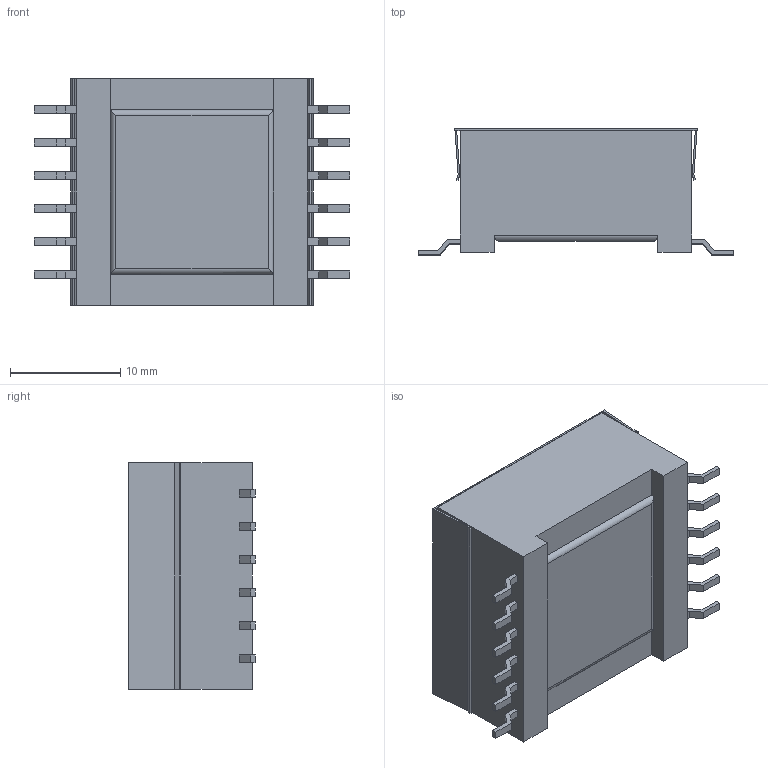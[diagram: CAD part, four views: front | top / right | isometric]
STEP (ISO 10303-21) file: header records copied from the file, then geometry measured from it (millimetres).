
FILE_DESCRIPTION (( 'STEP AP214' ), '1' );
FILE_NAME ('Coilcraft-DA2034-AL.STEP', '2019-01-27T14:16:54', ( '' ), ( '' ), 'SwSTEP 2.0', 'SolidWorks 2019', '' );
FILE_SCHEMA (( 'AUTOMOTIVE_DESIGN' ));
Length unit declared in the file: millimetre
Products named in the file (1): Coilcraft-DA2034-AL
Bounding box: 28.65 x 11.43 x 20.57 mm (x, y, z)
Volume: 4524.2 mm3; surface area: 2352.6 mm2
Topology: 1 solids, 1 shells, 166 faces, 725 edges, 601 vertices
Faces by surface type: plane 162, cylinder 4
Entity records: 11095 total; most frequent: CARTESIAN_POINT 4953, ORIENTED_EDGE 1450, EDGE_CURVE 725, DIRECTION 694, VERTEX_POINT 601, B_SPLINE_CURVE_WITH_KNOTS 365, VECTOR 360, LINE 360
